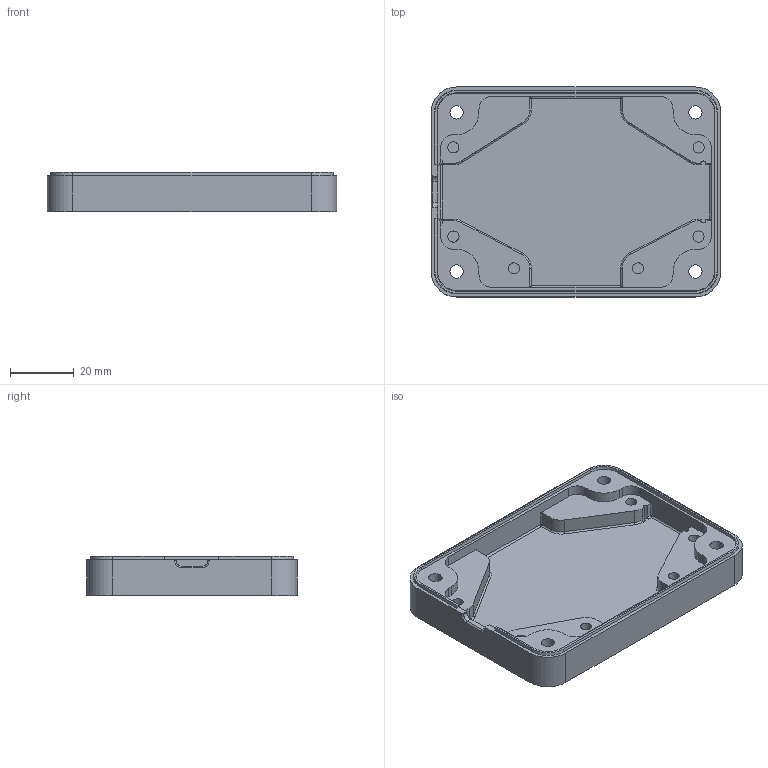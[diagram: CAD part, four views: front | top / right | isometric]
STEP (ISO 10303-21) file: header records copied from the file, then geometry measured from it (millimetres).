
FILE_DESCRIPTION(/* description */ (''),/* implementation_level */ '2;1');
FILE_NAME(/* name */ 'ESP32 Garage Door Controller Box v41 Bottom Shell.step',/* time_stamp */ '2024-12-08T17:12:46-06:00',/* author */ (''),/* organization */ (''),/* preprocessor_version */ 'ST-DEVELOPER v20',/* originating_system */ 'Autodesk Translation Framework v13.20.0.188',/* authorisation */ '');
FILE_SCHEMA (('AUTOMOTIVE_DESIGN { 1 0 10303 214 3 1 1 }'));
Length unit declared in the file: millimetre
Products named in the file (1): ESP32 Garage Door Controller Box
Bounding box: 91 x 66 x 12.26 mm (x, y, z)
Volume: 33870.6 mm3; surface area: 18891.6 mm2
Topology: 1 solids, 1 shells, 211 faces, 544 edges, 341 vertices
Faces by surface type: plane 115, cylinder 71, torus 10, cone 9, sphere 6
Full cylindrical faces by diameter (mm): 3.5 x6, 4.2 x4, 10.09 x4
Entity records: 6711 total; most frequent: CARTESIAN_POINT 1420, DIRECTION 1135, ORIENTED_EDGE 1088, EDGE_CURVE 544, AXIS2_PLACEMENT_3D 394, LINE 347, VECTOR 347, VERTEX_POINT 341
